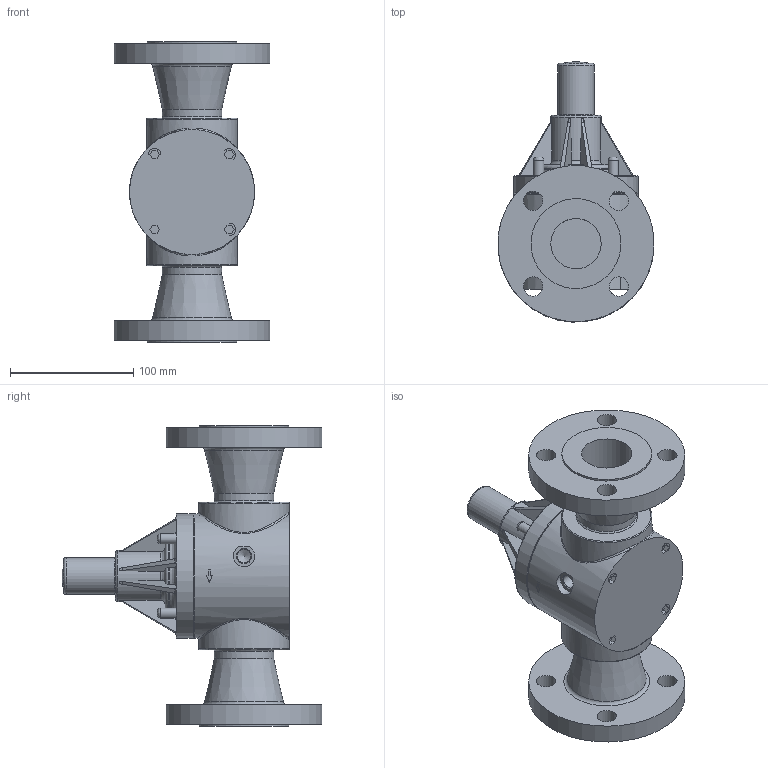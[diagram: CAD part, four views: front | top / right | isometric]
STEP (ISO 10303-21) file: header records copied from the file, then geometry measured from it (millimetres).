
FILE_DESCRIPTION((''),'2;1');
FILE_NAME('ECO-150E-SS_R0.stp','2017-03-07T11:23:30',('salesdesk5'),(''),'Autodesk Inventor 2009','Autodesk Inventor 2009','');
FILE_SCHEMA(('AUTOMOTIVE_DESIGN { 1 0 10303 214 1 1 1 1 }'));
Length unit declared in the file: inch
Products named in the file (1): ECO-150E-SS_R0
Bounding box: 126.74 x 211.3 x 243.97 mm (x, y, z)
Volume: 1363123.5 mm3; surface area: 179184.7 mm2
Topology: 1 solids, 6 shells, 255 faces, 629 edges, 410 vertices
Faces by surface type: plane 118, cylinder 72, bspline 34, torus 21, cone 10
Full cylindrical faces by diameter (mm): 5.842 x4, 6.502 x4, 6.528 x1, 8.382 x4, 10.16 x4, 11.125 x2, 15.748 x8, 29.972 x1, 40.894 x2, 41.656 x1, 43.18 x2, 48.26 x2, 73.152 x2, 73.66 x2, 101.6 x2, 127 x2
Entity records: 9286 total; most frequent: CARTESIAN_POINT 3478, DIRECTION 1169, ORIENTED_EDGE 1058, EDGE_CURVE 529, AXIS2_PLACEMENT_3D 493, VERTEX_POINT 385, EDGE_LOOP 376, FACE_OUTER_BOUND 254
